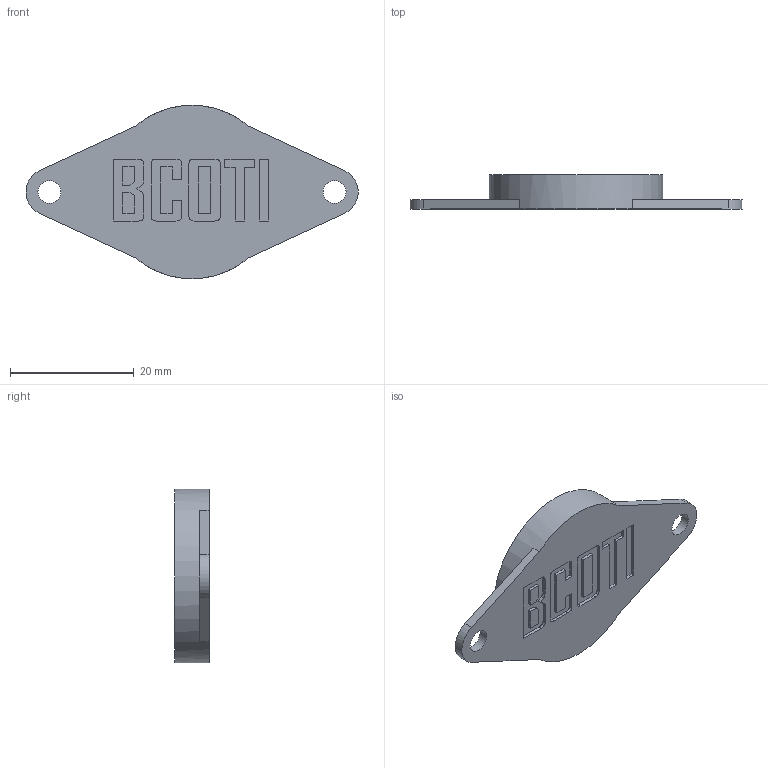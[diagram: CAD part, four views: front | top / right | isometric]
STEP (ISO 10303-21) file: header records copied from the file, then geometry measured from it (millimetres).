
FILE_DESCRIPTION(('FreeCAD Model'),'2;1');
FILE_NAME('Open CASCADE Shape Model','2025-08-14T14:56:37',(''),(''), 'Open CASCADE STEP processor 7.8','FreeCAD','Unknown');
FILE_SCHEMA(('AUTOMOTIVE_DESIGN { 1 0 10303 214 1 1 1 1 }'));
Length unit declared in the file: millimetre
Products named in the file (1): BikiniCover
Bounding box: 53.57 x 5.5 x 28 mm (x, y, z)
Volume: 2047.1 mm3; surface area: 2798.2 mm2
Topology: 1 solids, 1 shells, 84 faces, 221 edges, 148 vertices
Faces by surface type: plane 64, extrusion 14, cylinder 6
Full cylindrical faces by diameter (mm): 3.7 x2, 22 x1, 28 x1
Entity records: 2615 total; most frequent: CARTESIAN_POINT 540, ORIENTED_EDGE 442, DIRECTION 365, EDGE_CURVE 221, VECTOR 187, LINE 173, VERTEX_POINT 148, FACE_BOUND 97
